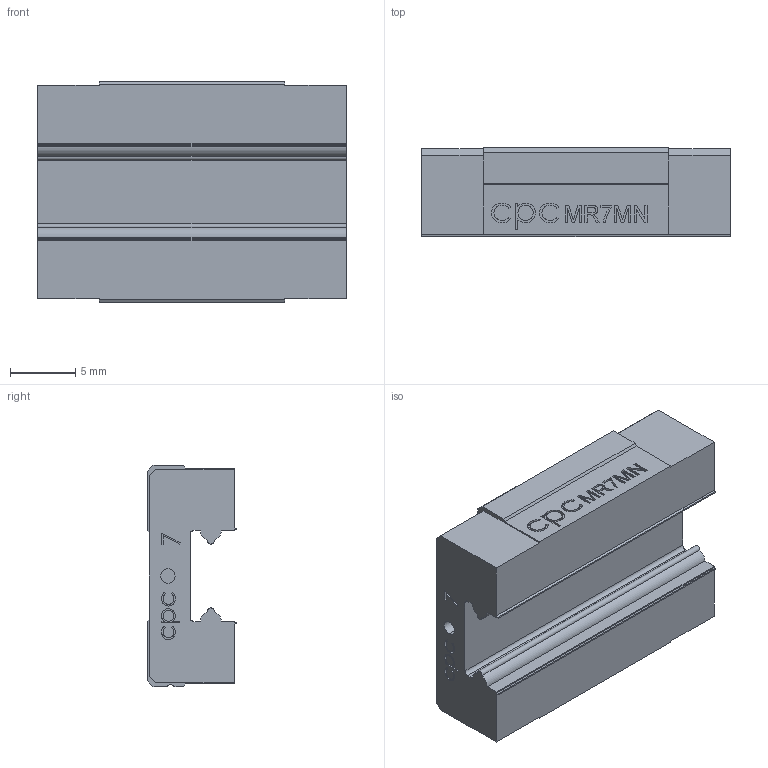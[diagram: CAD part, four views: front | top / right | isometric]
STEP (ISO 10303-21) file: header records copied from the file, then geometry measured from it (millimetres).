
FILE_DESCRIPTION (( 'STEP AP214' ), '1' );
FILE_NAME ('7MN-SU_ZU-block.STEP', '2012-07-13T10:31:48', ( 'CMU02' ), ( '' ), 'SwSTEP 2.0', 'SolidWorks 2010', '' );
FILE_SCHEMA (( 'AUTOMOTIVE_DESIGN' ));
Length unit declared in the file: millimetre
Products named in the file (1): 7MN-SU_ZU-block
Bounding box: 23.7 x 6.9 x 17 mm (x, y, z)
Volume: 2017.7 mm3; surface area: 1679 mm2
Topology: 1 solids, 1 shells, 407 faces, 1087 edges, 714 vertices
Faces by surface type: plane 235, bspline 126, cylinder 30, cone 16
Entity records: 19446 total; most frequent: CARTESIAN_POINT 9783, ORIENTED_EDGE 2158, DIRECTION 1459, EDGE_CURVE 1079, LINE 759, VECTOR 759, VERTEX_POINT 714, EDGE_LOOP 447
